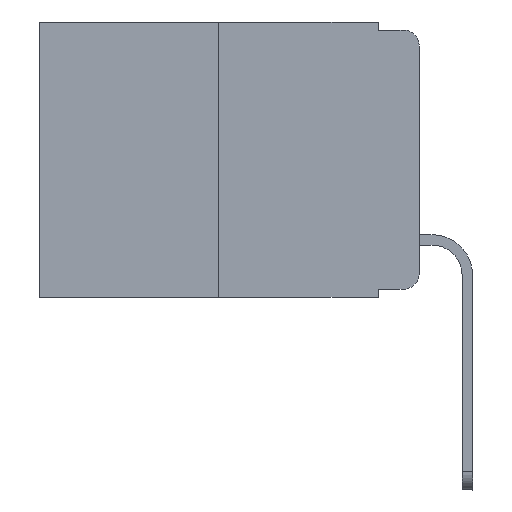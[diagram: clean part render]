
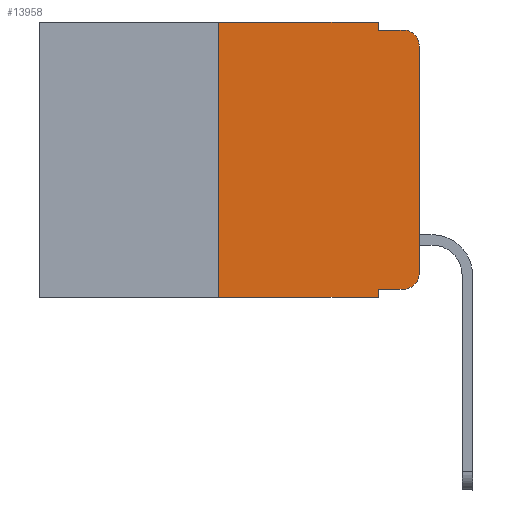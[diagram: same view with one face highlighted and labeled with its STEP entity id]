
A CAD part, left-side view. The second image highlights one B-rep face of the part: STEP entity #13958.
In plain terms, the highlighted planar face has unit normal (-1, 0, 0).
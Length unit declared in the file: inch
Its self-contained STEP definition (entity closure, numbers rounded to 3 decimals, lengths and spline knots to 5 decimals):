
#162 = LINE ( 'NONE', #3815, #14286 ) ;
#190 = DIRECTION ( 'NONE',  ( 0., 0., -1. ) ) ;
#475 = CARTESIAN_POINT ( 'NONE',  ( 0., 0.473, 0. ) ) ;
#833 = VECTOR ( 'NONE', #13638, 39.37008 ) ;
#903 = CARTESIAN_POINT ( 'NONE',  ( 0., 0.25, 0. ) ) ;
#949 = VECTOR ( 'NONE', #2694, 39.37008 ) ;
#1178 = VECTOR ( 'NONE', #6819, 39.37008 ) ;
#1309 = AXIS2_PLACEMENT_3D ( 'NONE', #8790, #14928, #13600 ) ;
#1535 = VERTEX_POINT ( 'NONE', #6354 ) ;
#1730 = EDGE_CURVE ( 'NONE', #11097, #4452, #11739, .T. ) ;
#1774 = VECTOR ( 'NONE', #13154, 39.37008 ) ;
#1992 = CARTESIAN_POINT ( 'NONE',  ( 0., 0.473, -0.343 ) ) ;
#2356 = EDGE_CURVE ( 'NONE', #11772, #14215, #13772, .T. ) ;
#2461 = ORIENTED_EDGE ( 'NONE', *, *, #13094, .F. ) ;
#2589 = VECTOR ( 'NONE', #9254, 39.37008 ) ;
#2640 = VERTEX_POINT ( 'NONE', #5106 ) ;
#2694 = DIRECTION ( 'NONE',  ( 0., -1., 0. ) ) ;
#2990 = DIRECTION ( 'NONE',  ( 0., 0., -1. ) ) ;
#3277 = VECTOR ( 'NONE', #2990, 39.37008 ) ;
#3309 = ORIENTED_EDGE ( 'NONE', *, *, #10832, .T. ) ;
#3815 = CARTESIAN_POINT ( 'NONE',  ( 0., 0.25, 0. ) ) ;
#3883 = LINE ( 'NONE', #10721, #949 ) ;
#4018 = CARTESIAN_POINT ( 'NONE',  ( 0., 0.051, 0. ) ) ;
#4121 = CIRCLE ( 'NONE', #13135, 0.02 ) ;
#4174 = EDGE_CURVE ( 'NONE', #8334, #12964, #6051, .T. ) ;
#4452 = VERTEX_POINT ( 'NONE', #11542 ) ;
#4474 = LINE ( 'NONE', #4628, #2589 ) ;
#4628 = CARTESIAN_POINT ( 'NONE',  ( 0., 0.051, -0.333 ) ) ;
#5106 = CARTESIAN_POINT ( 'NONE',  ( 0., 0.25, -0.343 ) ) ;
#5719 = CARTESIAN_POINT ( 'NONE',  ( 0., 0.051, -0.01 ) ) ;
#5855 = CARTESIAN_POINT ( 'NONE',  ( 0., 0., 0. ) ) ;
#6051 = LINE ( 'NONE', #7008, #10616 ) ;
#6089 = EDGE_CURVE ( 'NONE', #2640, #12964, #12777, .T. ) ;
#6354 = CARTESIAN_POINT ( 'NONE',  ( 0., 0.02, -0.333 ) ) ;
#6793 = CARTESIAN_POINT ( 'NONE',  ( 0., 0.051, 0. ) ) ;
#6819 = DIRECTION ( 'NONE',  ( 0., -1., 0. ) ) ;
#7008 = CARTESIAN_POINT ( 'NONE',  ( 0., 0.051, 0. ) ) ;
#7111 = CARTESIAN_POINT ( 'NONE',  ( 0., 0.051, -0.333 ) ) ;
#7298 = DIRECTION ( 'NONE',  ( 0., 0., -1. ) ) ;
#7406 = ORIENTED_EDGE ( 'NONE', *, *, #11575, .F. ) ;
#7523 = DIRECTION ( 'NONE',  ( 0., 0., -1. ) ) ;
#8334 = VERTEX_POINT ( 'NONE', #7111 ) ;
#8542 = CARTESIAN_POINT ( 'NONE',  ( 0., 0.02, -0.313 ) ) ;
#8637 = CARTESIAN_POINT ( 'NONE',  ( 0., 0.473, 0. ) ) ;
#8694 = ORIENTED_EDGE ( 'NONE', *, *, #4174, .F. ) ;
#8790 = CARTESIAN_POINT ( 'NONE',  ( 0., 0.02, -0.03 ) ) ;
#9254 = DIRECTION ( 'NONE',  ( 0., -1., 0. ) ) ;
#9781 = DIRECTION ( 'NONE',  ( 0., 0., 1. ) ) ;
#9791 = CARTESIAN_POINT ( 'NONE',  ( 0., 0., -0.313 ) ) ;
#10069 = ORIENTED_EDGE ( 'NONE', *, *, #2356, .F. ) ;
#10266 = ORIENTED_EDGE ( 'NONE', *, *, #11010, .T. ) ;
#10616 = VECTOR ( 'NONE', #7298, 39.37008 ) ;
#10721 = CARTESIAN_POINT ( 'NONE',  ( 0., 0.051, -0.01 ) ) ;
#10832 = EDGE_CURVE ( 'NONE', #4452, #13097, #10885, .T. ) ;
#10885 = CIRCLE ( 'NONE', #1309, 0.02 ) ;
#10953 = EDGE_CURVE ( 'NONE', #8334, #1535, #4474, .T. ) ;
#11010 = EDGE_CURVE ( 'NONE', #1535, #11097, #4121, .T. ) ;
#11097 = VERTEX_POINT ( 'NONE', #9791 ) ;
#11258 = ORIENTED_EDGE ( 'NONE', *, *, #1730, .T. ) ;
#11542 = CARTESIAN_POINT ( 'NONE',  ( 0., 0., -0.03 ) ) ;
#11575 = EDGE_CURVE ( 'NONE', #13896, #11772, #13477, .T. ) ;
#11739 = LINE ( 'NONE', #5855, #1774 ) ;
#11772 = VERTEX_POINT ( 'NONE', #6793 ) ;
#11837 = CARTESIAN_POINT ( 'NONE',  ( 0., 0.051, -0.343 ) ) ;
#12086 = PLANE ( 'NONE',  #13549 ) ;
#12234 = DIRECTION ( 'NONE',  ( 1., 0., 0. ) ) ;
#12777 = LINE ( 'NONE', #1992, #1178 ) ;
#12964 = VERTEX_POINT ( 'NONE', #11837 ) ;
#13094 = EDGE_CURVE ( 'NONE', #2640, #13896, #162, .T. ) ;
#13097 = VERTEX_POINT ( 'NONE', #13244 ) ;
#13135 = AXIS2_PLACEMENT_3D ( 'NONE', #8542, #13256, #7523 ) ;
#13154 = DIRECTION ( 'NONE',  ( 0., 0., 1. ) ) ;
#13244 = CARTESIAN_POINT ( 'NONE',  ( 0., 0.02, -0.01 ) ) ;
#13256 = DIRECTION ( 'NONE',  ( -1., 0., 0. ) ) ;
#13419 = ORIENTED_EDGE ( 'NONE', *, *, #6089, .T. ) ;
#13477 = LINE ( 'NONE', #475, #833 ) ;
#13549 = AXIS2_PLACEMENT_3D ( 'NONE', #8637, #12234, #190 ) ;
#13600 = DIRECTION ( 'NONE',  ( 0., 0., -1. ) ) ;
#13638 = DIRECTION ( 'NONE',  ( 0., -1., 0. ) ) ;
#13772 = LINE ( 'NONE', #4018, #3277 ) ;
#13896 = VERTEX_POINT ( 'NONE', #903 ) ;
#13899 = ORIENTED_EDGE ( 'NONE', *, *, #10953, .T. ) ;
#13958 = ADVANCED_FACE ( 'NONE', ( #14532 ), #12086, .F. ) ;
#14215 = VERTEX_POINT ( 'NONE', #5719 ) ;
#14286 = VECTOR ( 'NONE', #9781, 39.37008 ) ;
#14532 = FACE_OUTER_BOUND ( 'NONE', #15226, .T. ) ;
#14718 = EDGE_CURVE ( 'NONE', #14215, #13097, #3883, .T. ) ;
#14928 = DIRECTION ( 'NONE',  ( -1., 0., 0. ) ) ;
#15226 = EDGE_LOOP ( 'NONE', ( #11258, #3309, #15237, #10069, #7406, #2461, #13419, #8694, #13899, #10266 ) ) ;
#15237 = ORIENTED_EDGE ( 'NONE', *, *, #14718, .F. ) ;
